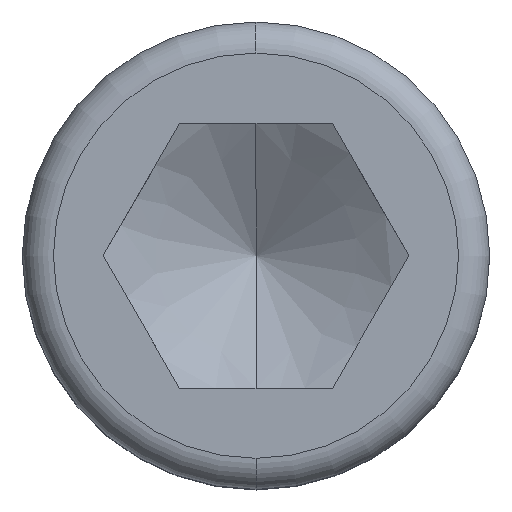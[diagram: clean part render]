
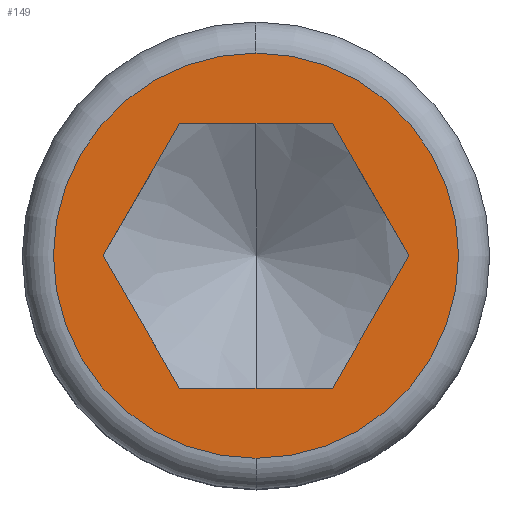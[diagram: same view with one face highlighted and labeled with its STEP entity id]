
A CAD part, top view. The second image highlights one B-rep face of the part: STEP entity #149.
In plain terms, the highlighted planar face has unit normal (0, 0, 1).
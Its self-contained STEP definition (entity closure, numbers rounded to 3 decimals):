
#141=VERTEX_POINT('',#376);
#149=ADVANCED_FACE('',(#386,#387),#388,.T.);
#187=EDGE_CURVE('',#215,#203,#430,.T.);
#203=VERTEX_POINT('',#449);
#215=VERTEX_POINT('',#464);
#219=EDGE_CURVE('',#287,#259,#468,.T.);
#247=VERTEX_POINT('',#498);
#249=EDGE_CURVE('',#203,#215,#500,.T.);
#253=EDGE_CURVE('',#259,#325,#504,.T.);
#259=VERTEX_POINT('',#510);
#269=EDGE_CURVE('',#333,#287,#520,.T.);
#275=EDGE_CURVE('',#325,#247,#528,.T.);
#287=VERTEX_POINT('',#540);
#319=EDGE_CURVE('',#141,#333,#575,.T.);
#325=VERTEX_POINT('',#582);
#333=VERTEX_POINT('',#590);
#349=EDGE_CURVE('',#247,#141,#608,.T.);
#376=CARTESIAN_POINT('',(4.908,-8.5,20.));
#386=FACE_BOUND('',#641,.T.);
#387=FACE_OUTER_BOUND('',#642,.T.);
#388=PLANE('',#643);
#430=CIRCLE('',#699,13.0);
#449=CARTESIAN_POINT('',(0.,13.0,20.0));
#464=CARTESIAN_POINT('',(0.,-13.0,20.0));
#468=LINE('',#747,#748);
#498=CARTESIAN_POINT('',(9.815,0.,20.));
#500=CIRCLE('',#815,13.0);
#504=LINE('',#820,#821);
#510=CARTESIAN_POINT('',(-4.908,8.5,20.));
#520=LINE('',#841,#842);
#528=LINE('',#851,#852);
#540=CARTESIAN_POINT('',(-9.815,0.0,20.));
#575=LINE('',#939,#940);
#582=CARTESIAN_POINT('',(4.907,8.5,20.));
#590=CARTESIAN_POINT('',(-4.907,-8.5,20.));
#608=LINE('',#1002,#1003);
#641=EDGE_LOOP('',(#1031,#1032,#1033,#1034,#1035,#1036));
#642=EDGE_LOOP('',(#1037,#1038));
#643=AXIS2_PLACEMENT_3D('',#1039,#1040,#1041);
#699=AXIS2_PLACEMENT_3D('',#1105,#1106,#1107);
#747=CARTESIAN_POINT('',(-6.134,6.375,20.));
#748=VECTOR('',#1167,1.0);
#815=AXIS2_PLACEMENT_3D('',#1186,#1187,#1188);
#820=CARTESIAN_POINT('',(2.454,8.5,20.));
#821=VECTOR('',#1189,1.0);
#841=CARTESIAN_POINT('',(-8.588,-2.125,20.));
#842=VECTOR('',#1203,1.0);
#851=CARTESIAN_POINT('',(8.588,2.125,20.));
#852=VECTOR('',#1212,1.0);
#939=CARTESIAN_POINT('',(-2.454,-8.5,20.));
#940=VECTOR('',#1251,1.0);
#1002=CARTESIAN_POINT('',(6.134,-6.375,20.));
#1003=VECTOR('',#1278,1.0);
#1031=ORIENTED_EDGE('',*,*,#269,.T.);
#1032=ORIENTED_EDGE('',*,*,#219,.T.);
#1033=ORIENTED_EDGE('',*,*,#253,.T.);
#1034=ORIENTED_EDGE('',*,*,#275,.T.);
#1035=ORIENTED_EDGE('',*,*,#349,.T.);
#1036=ORIENTED_EDGE('',*,*,#319,.T.);
#1037=ORIENTED_EDGE('',*,*,#187,.T.);
#1038=ORIENTED_EDGE('',*,*,#249,.T.);
#1039=CARTESIAN_POINT('',(0.,-12.408,20.0));
#1040=DIRECTION('',(0.0,0.0,1.0));
#1041=DIRECTION('',(0.,-1.0,0.0));
#1105=CARTESIAN_POINT('',(0.,0.,20.0));
#1106=DIRECTION('',(0.0,0.0,1.0));
#1107=DIRECTION('',(-1.0,0.0,0.0));
#1167=DIRECTION('',(0.5,0.866,0.0));
#1186=CARTESIAN_POINT('',(0.,0.,20.0));
#1187=DIRECTION('',(0.0,0.0,1.0));
#1188=DIRECTION('',(-1.0,0.0,0.0));
#1189=DIRECTION('',(1.0,0.0,0.0));
#1203=DIRECTION('',(-0.5,0.866,0.0));
#1212=DIRECTION('',(0.5,-0.866,0.0));
#1251=DIRECTION('',(-1.0,0.0,0.0));
#1278=DIRECTION('',(-0.5,-0.866,0.0));
